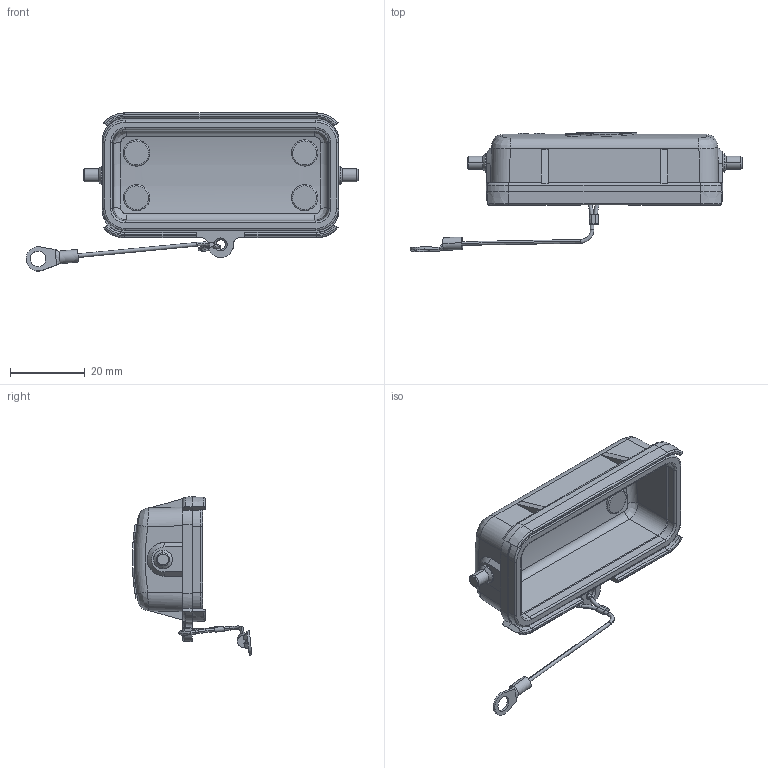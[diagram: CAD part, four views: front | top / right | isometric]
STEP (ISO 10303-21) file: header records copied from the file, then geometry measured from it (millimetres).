
FILE_DESCRIPTION((''),'2;1');
FILE_NAME('H10A-MCV-2B_2S','2024-01-18T',('11539'),(''),'PRO/ENGINEER BY PARAMETRIC TECHNOLOGY CORPORATION, 2012480','PRO/ENGINEER BY PARAMETRIC TECHNOLOGY CORPORATION, 2012480','');
FILE_SCHEMA(('CONFIG_CONTROL_DESIGN'));
Length unit declared in the file: millimetre
Products named in the file (1): H10A-MCV-2B_2S
Bounding box: 88.91 x 31.96 x 42.4 mm (x, y, z)
Volume: 9964.4 mm3; surface area: 12021.9 mm2
Topology: 1 solids, 1 shells, 401 faces, 996 edges, 625 vertices
Faces by surface type: plane 151, cylinder 110, bspline 69, torus 38, cone 33
Entity records: 15563 total; most frequent: CARTESIAN_POINT 6322, ORIENTED_EDGE 1990, DIRECTION 1802, EDGE_CURVE 995, AXIS2_PLACEMENT_3D 658, VERTEX_POINT 625, VECTOR 486, LINE 486
